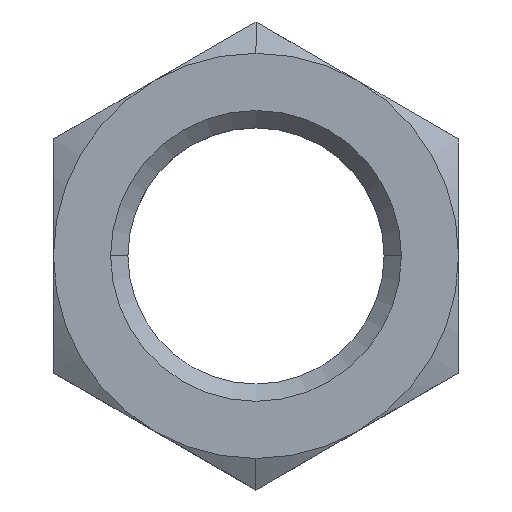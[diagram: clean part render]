
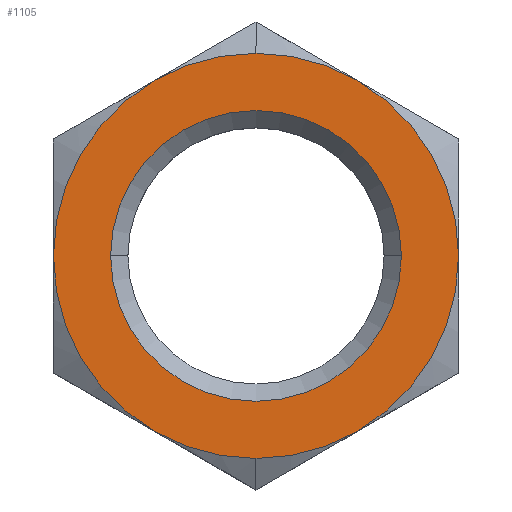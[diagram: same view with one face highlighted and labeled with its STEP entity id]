
A CAD part, top view. The second image highlights one B-rep face of the part: STEP entity #1105.
In plain terms, the highlighted planar face has unit normal (0, 0, 1).
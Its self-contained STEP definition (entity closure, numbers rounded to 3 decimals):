
#133=CARTESIAN_POINT('',(6.1,0.0,5.5));
#134=VERTEX_POINT('',#133);
#142=CARTESIAN_POINT('',(-6.1,0.,5.5));
#143=VERTEX_POINT('',#142);
#150=CARTESIAN_POINT('',(0.0,0.0,5.5));
#151=DIRECTION('',(0.0,0.0,-1.0));
#152=DIRECTION('',(1.0,0.0,0.0));
#153=AXIS2_PLACEMENT_3D('',#150,#151,#152);
#154=CIRCLE('',#153,6.1);
#155=EDGE_CURVE('',#134,#143,#154,.T.);
#220=CARTESIAN_POINT('',(0.,-8.5,5.5));
#221=VERTEX_POINT('',#220);
#228=CARTESIAN_POINT('',(4.25,-7.361,5.5));
#229=VERTEX_POINT('',#228);
#243=CARTESIAN_POINT('',(0.0,0.0,5.5));
#244=DIRECTION('',(0.0,0.0,1.0));
#245=DIRECTION('',(0.0,-1.0,0.0));
#246=AXIS2_PLACEMENT_3D('',#243,#244,#245);
#247=CIRCLE('',#246,8.5);
#248=EDGE_CURVE('',#221,#229,#247,.T.);
#258=CARTESIAN_POINT('',(0.,8.5,5.5));
#259=VERTEX_POINT('',#258);
#268=CARTESIAN_POINT('',(4.25,7.361,5.5));
#269=VERTEX_POINT('',#268);
#270=CARTESIAN_POINT('',(0.0,0.0,5.5));
#271=DIRECTION('',(0.0,0.0,1.0));
#272=DIRECTION('',(0.0,-1.0,0.0));
#273=AXIS2_PLACEMENT_3D('',#270,#271,#272);
#274=CIRCLE('',#273,8.5);
#275=EDGE_CURVE('',#269,#259,#274,.T.);
#617=CARTESIAN_POINT('',(-4.25,7.361,5.5));
#618=VERTEX_POINT('',#617);
#632=CARTESIAN_POINT('',(0.0,0.0,5.5));
#633=DIRECTION('',(0.0,0.0,1.0));
#634=DIRECTION('',(0.0,-1.0,0.0));
#635=AXIS2_PLACEMENT_3D('',#632,#633,#634);
#636=CIRCLE('',#635,8.5);
#637=EDGE_CURVE('',#259,#618,#636,.T.);
#649=CARTESIAN_POINT('',(8.5,0.,5.5));
#650=VERTEX_POINT('',#649);
#677=CARTESIAN_POINT('',(0.0,0.0,5.5));
#678=DIRECTION('',(0.0,0.0,1.0));
#679=DIRECTION('',(0.0,-1.0,0.0));
#680=AXIS2_PLACEMENT_3D('',#677,#678,#679);
#681=CIRCLE('',#680,8.5);
#682=EDGE_CURVE('',#650,#269,#681,.T.);
#720=CARTESIAN_POINT('',(0.0,0.0,5.5));
#721=DIRECTION('',(0.0,0.0,1.0));
#722=DIRECTION('',(0.0,-1.0,0.0));
#723=AXIS2_PLACEMENT_3D('',#720,#721,#722);
#724=CIRCLE('',#723,8.5);
#725=EDGE_CURVE('',#229,#650,#724,.T.);
#736=CARTESIAN_POINT('',(-4.25,-7.361,5.5));
#737=VERTEX_POINT('',#736);
#738=CARTESIAN_POINT('',(0.0,0.0,5.5));
#739=DIRECTION('',(0.0,0.0,1.0));
#740=DIRECTION('',(0.0,-1.0,0.0));
#741=AXIS2_PLACEMENT_3D('',#738,#739,#740);
#742=CIRCLE('',#741,8.5);
#743=EDGE_CURVE('',#737,#221,#742,.T.);
#781=CARTESIAN_POINT('',(-8.5,0.0,5.5));
#782=VERTEX_POINT('',#781);
#783=CARTESIAN_POINT('',(0.0,0.0,5.5));
#784=DIRECTION('',(0.0,0.0,1.0));
#785=DIRECTION('',(0.0,-1.0,0.0));
#786=AXIS2_PLACEMENT_3D('',#783,#784,#785);
#787=CIRCLE('',#786,8.5);
#788=EDGE_CURVE('',#782,#737,#787,.T.);
#826=CARTESIAN_POINT('',(0.0,0.0,5.5));
#827=DIRECTION('',(0.0,0.0,1.0));
#828=DIRECTION('',(0.0,-1.0,0.0));
#829=AXIS2_PLACEMENT_3D('',#826,#827,#828);
#830=CIRCLE('',#829,8.5);
#831=EDGE_CURVE('',#618,#782,#830,.T.);
#983=CARTESIAN_POINT('',(0.0,0.0,5.5));
#984=DIRECTION('',(0.0,0.0,-1.0));
#985=DIRECTION('',(1.0,0.0,0.0));
#986=AXIS2_PLACEMENT_3D('',#983,#984,#985);
#987=CIRCLE('',#986,6.1);
#988=EDGE_CURVE('',#143,#134,#987,.T.);
#1086=CARTESIAN_POINT('',(0.,0.,5.5));
#1087=DIRECTION('',(0.0,0.0,1.0));
#1088=DIRECTION('',(1.0,0.0,0.0));
#1089=AXIS2_PLACEMENT_3D('',#1086,#1087,#1088);
#1090=PLANE('',#1089);
#1091=ORIENTED_EDGE('',*,*,#831,.T.);
#1092=ORIENTED_EDGE('',*,*,#788,.T.);
#1093=ORIENTED_EDGE('',*,*,#743,.T.);
#1094=ORIENTED_EDGE('',*,*,#248,.T.);
#1095=ORIENTED_EDGE('',*,*,#725,.T.);
#1096=ORIENTED_EDGE('',*,*,#682,.T.);
#1097=ORIENTED_EDGE('',*,*,#275,.T.);
#1098=ORIENTED_EDGE('',*,*,#637,.T.);
#1099=EDGE_LOOP('',(#1091,#1092,#1093,#1094,#1095,#1096,#1097,#1098));
#1100=FACE_OUTER_BOUND('',#1099,.T.);
#1101=ORIENTED_EDGE('',*,*,#155,.T.);
#1102=ORIENTED_EDGE('',*,*,#988,.T.);
#1103=EDGE_LOOP('',(#1101,#1102));
#1104=FACE_BOUND('',#1103,.T.);
#1105=ADVANCED_FACE('',(#1100,#1104),#1090,.T.);
